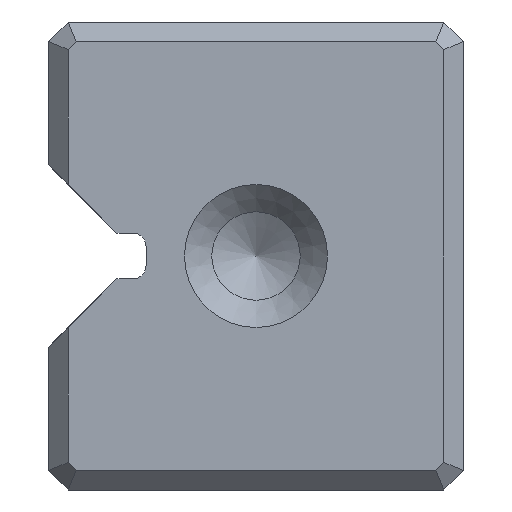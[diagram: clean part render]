
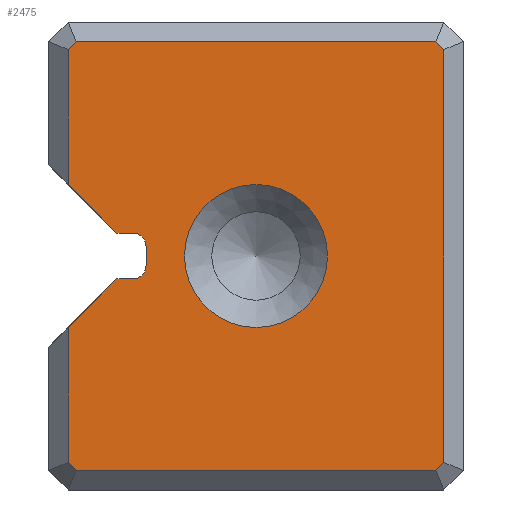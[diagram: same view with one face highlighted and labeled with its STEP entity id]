
A CAD part, left-side view. The second image highlights one B-rep face of the part: STEP entity #2475.
In plain terms, the highlighted planar face has unit normal (-1, 0, 0).
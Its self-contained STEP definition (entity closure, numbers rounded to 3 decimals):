
#2475=ADVANCED_FACE('',(#3352,#3353),#2846,.F.);
#2846=PLANE('',#8644);
#3087=CIRCLE('',#8641,5.5);
#3088=CIRCLE('',#8642,1.);
#3089=CIRCLE('',#8643,1.);
#3352=FACE_BOUND('',#3514,.T.);
#3353=FACE_BOUND('',#3515,.T.);
#3514=EDGE_LOOP('',(#4230));
#3515=EDGE_LOOP('',(#4231,#4232,#4233,#4234,#4235,#4236,#4237,#4238,#4239,
#4240,#4241,#4242,#4243,#4244,#4245,#4246));
#4230=ORIENTED_EDGE('',*,*,#6657,.T.);
#4231=ORIENTED_EDGE('',*,*,#6622,.F.);
#4232=ORIENTED_EDGE('',*,*,#6658,.T.);
#4233=ORIENTED_EDGE('',*,*,#6659,.T.);
#4234=ORIENTED_EDGE('',*,*,#6660,.T.);
#4235=ORIENTED_EDGE('',*,*,#6661,.T.);
#4236=ORIENTED_EDGE('',*,*,#6662,.T.);
#4237=ORIENTED_EDGE('',*,*,#6663,.T.);
#4238=ORIENTED_EDGE('',*,*,#6664,.T.);
#4239=ORIENTED_EDGE('',*,*,#6665,.T.);
#4240=ORIENTED_EDGE('',*,*,#6666,.T.);
#4241=ORIENTED_EDGE('',*,*,#6637,.F.);
#4242=ORIENTED_EDGE('',*,*,#6635,.F.);
#4243=ORIENTED_EDGE('',*,*,#6667,.T.);
#4244=ORIENTED_EDGE('',*,*,#6629,.F.);
#4245=ORIENTED_EDGE('',*,*,#6668,.T.);
#4246=ORIENTED_EDGE('',*,*,#6626,.F.);
#6001=VERTEX_POINT('',#11060);
#6002=VERTEX_POINT('',#11062);
#6005=VERTEX_POINT('',#11070);
#6007=VERTEX_POINT('',#11076);
#6008=VERTEX_POINT('',#11077);
#6013=VERTEX_POINT('',#11088);
#6014=VERTEX_POINT('',#11090);
#6015=VERTEX_POINT('',#11094);
#6030=VERTEX_POINT('',#11132);
#6031=VERTEX_POINT('',#11134);
#6032=VERTEX_POINT('',#11136);
#6033=VERTEX_POINT('',#11138);
#6034=VERTEX_POINT('',#11140);
#6035=VERTEX_POINT('',#11142);
#6036=VERTEX_POINT('',#11144);
#6037=VERTEX_POINT('',#11146);
#6038=VERTEX_POINT('',#11148);
#6622=EDGE_CURVE('',#6001,#6002,#7438,.T.);
#6626=EDGE_CURVE('',#6002,#6005,#7442,.T.);
#6629=EDGE_CURVE('',#6007,#6008,#7445,.T.);
#6635=EDGE_CURVE('',#6013,#6014,#7451,.T.);
#6637=EDGE_CURVE('',#6014,#6015,#7453,.T.);
#6657=EDGE_CURVE('',#6030,#6030,#3087,.T.);
#6658=EDGE_CURVE('',#6001,#6031,#7470,.T.);
#6659=EDGE_CURVE('',#6031,#6032,#7471,.T.);
#6660=EDGE_CURVE('',#6032,#6033,#7472,.T.);
#6661=EDGE_CURVE('',#6033,#6034,#7473,.T.);
#6662=EDGE_CURVE('',#6034,#6035,#7474,.T.);
#6663=EDGE_CURVE('',#6035,#6036,#7475,.T.);
#6664=EDGE_CURVE('',#6036,#6037,#7476,.T.);
#6665=EDGE_CURVE('',#6037,#6038,#7477,.T.);
#6666=EDGE_CURVE('',#6038,#6015,#7478,.T.);
#6667=EDGE_CURVE('',#6013,#6008,#3088,.T.);
#6668=EDGE_CURVE('',#6007,#6005,#3089,.T.);
#7438=LINE('',#11061,#8108);
#7442=LINE('',#11069,#8112);
#7445=LINE('',#11075,#8115);
#7451=LINE('',#11089,#8121);
#7453=LINE('',#11093,#8123);
#7470=LINE('',#11133,#8140);
#7471=LINE('',#11135,#8141);
#7472=LINE('',#11137,#8142);
#7473=LINE('',#11139,#8143);
#7474=LINE('',#11141,#8144);
#7475=LINE('',#11143,#8145);
#7476=LINE('',#11145,#8146);
#7477=LINE('',#11147,#8147);
#7478=LINE('',#11149,#8148);
#8108=VECTOR('',#9160,1.);
#8112=VECTOR('',#9166,1.);
#8115=VECTOR('',#9171,1.);
#8121=VECTOR('',#9179,1.);
#8123=VECTOR('',#9183,1.);
#8140=VECTOR('',#9214,1.);
#8141=VECTOR('',#9215,1.);
#8142=VECTOR('',#9216,1.);
#8143=VECTOR('',#9217,1.);
#8144=VECTOR('',#9218,1.);
#8145=VECTOR('',#9219,1.);
#8146=VECTOR('',#9220,1.);
#8147=VECTOR('',#9221,1.);
#8148=VECTOR('',#9222,1.);
#8641=AXIS2_PLACEMENT_3D('',#11131,#9212,#9213);
#8642=AXIS2_PLACEMENT_3D('',#11150,#9223,#9224);
#8643=AXIS2_PLACEMENT_3D('',#11151,#9225,#9226);
#8644=AXIS2_PLACEMENT_3D('',#11152,#9227,#9228);
#9160=DIRECTION('',(0.,-0.707,0.707));
#9166=DIRECTION('',(0.,-1.,0.));
#9171=DIRECTION('',(0.,0.,1.));
#9179=DIRECTION('',(0.,1.,0.));
#9183=DIRECTION('',(0.,0.707,0.707));
#9212=DIRECTION('',(1.,0.,0.));
#9213=DIRECTION('',(0.,0.,-1.));
#9214=DIRECTION('',(0.,0.,-1.));
#9215=DIRECTION('',(0.,-0.707,-0.707));
#9216=DIRECTION('',(0.,-1.,0.));
#9217=DIRECTION('',(0.,-0.707,0.707));
#9218=DIRECTION('',(0.,0.,1.));
#9219=DIRECTION('',(0.,0.707,0.707));
#9220=DIRECTION('',(0.,1.,0.));
#9221=DIRECTION('',(0.,0.707,-0.707));
#9222=DIRECTION('',(0.,0.,-1.));
#9223=DIRECTION('',(1.,0.,0.));
#9224=DIRECTION('',(0.,0.,-1.));
#9225=DIRECTION('',(1.,0.,0.));
#9226=DIRECTION('',(0.,0.,-1.));
#9227=DIRECTION('',(1.,0.,0.));
#9228=DIRECTION('',(0.,0.,1.));
#11060=CARTESIAN_POINT('',(-400.,14.45,12.493));
#11061=CARTESIAN_POINT('',(-400.,15.95,10.993));
#11062=CARTESIAN_POINT('',(-400.,10.693,16.25));
#11069=CARTESIAN_POINT('',(-400.,10.693,16.25));
#11070=CARTESIAN_POINT('',(-400.,9.45,16.25));
#11075=CARTESIAN_POINT('',(-400.,8.45,16.25));
#11076=CARTESIAN_POINT('',(-400.,8.45,17.25));
#11077=CARTESIAN_POINT('',(-400.,8.45,18.75));
#11088=CARTESIAN_POINT('',(-400.,9.45,19.75));
#11089=CARTESIAN_POINT('',(-400.,8.45,19.75));
#11090=CARTESIAN_POINT('',(-400.,10.693,19.75));
#11093=CARTESIAN_POINT('',(-400.,10.693,19.75));
#11094=CARTESIAN_POINT('',(-400.,14.45,23.507));
#11131=CARTESIAN_POINT('',(-400.,0.,18.));
#11132=CARTESIAN_POINT('',(-400.,0.,12.5));
#11133=CARTESIAN_POINT('',(-400.,14.45,0.));
#11134=CARTESIAN_POINT('',(-400.,14.45,2.121));
#11135=CARTESIAN_POINT('',(-400.,13.389,1.061));
#11136=CARTESIAN_POINT('',(-400.,13.829,1.5));
#11137=CARTESIAN_POINT('',(-400.,0.,1.5));
#11138=CARTESIAN_POINT('',(-400.,-13.829,1.5));
#11139=CARTESIAN_POINT('',(-400.,-14.889,2.561));
#11140=CARTESIAN_POINT('',(-400.,-14.45,2.121));
#11141=CARTESIAN_POINT('',(-400.,-14.45,0.));
#11142=CARTESIAN_POINT('',(-400.,-14.45,33.879));
#11143=CARTESIAN_POINT('',(-400.,-13.389,34.939));
#11144=CARTESIAN_POINT('',(-400.,-13.829,34.5));
#11145=CARTESIAN_POINT('',(-400.,0.,34.5));
#11146=CARTESIAN_POINT('',(-400.,13.829,34.5));
#11147=CARTESIAN_POINT('',(-400.,14.889,33.439));
#11148=CARTESIAN_POINT('',(-400.,14.45,33.879));
#11149=CARTESIAN_POINT('',(-400.,14.45,0.));
#11150=CARTESIAN_POINT('',(-400.,9.45,18.75));
#11151=CARTESIAN_POINT('',(-400.,9.45,17.25));
#11152=CARTESIAN_POINT('',(-400.,0.,0.));
